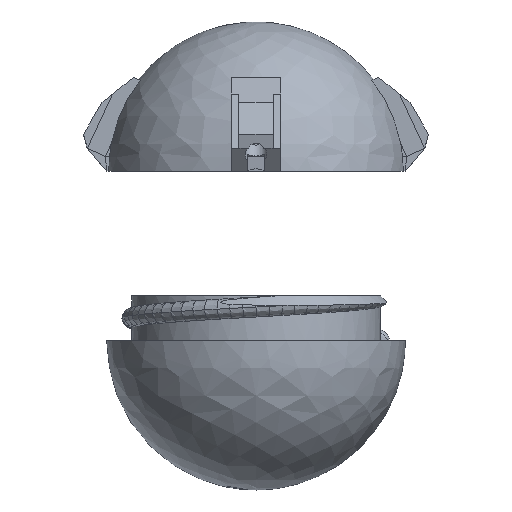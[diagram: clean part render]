
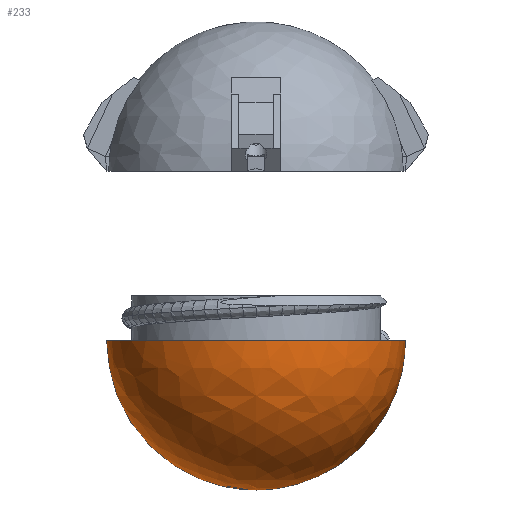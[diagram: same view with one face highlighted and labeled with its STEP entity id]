
A CAD part, front view. The second image highlights one B-rep face of the part: STEP entity #233.
In plain terms, the highlighted free-form (B-spline) face has degree [2, 2] with [9, 5] control points.
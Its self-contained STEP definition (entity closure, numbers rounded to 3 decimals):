
#233=ADVANCED_FACE('',(#574),#5009,.T.);
#574=FACE_OUTER_BOUND('',#920,.T.);
#920=EDGE_LOOP('',(#2101,#2102,#2103));
#2101=ORIENTED_EDGE('',*,*,#3285,.T.);
#2102=ORIENTED_EDGE('',*,*,#3284,.F.);
#2103=ORIENTED_EDGE('',*,*,#3284,.T.);
#3284=EDGE_CURVE('',#4788,#4789,#3680,.T.);
#3285=EDGE_CURVE('',#4789,#4789,#3681,.T.);
#3680=(
BOUNDED_CURVE()
B_SPLINE_CURVE(2,(#13638,#13639,#13640),.UNSPECIFIED.,.F.,.F.)
B_SPLINE_CURVE_WITH_KNOTS((3,3),(-23.562,0.),.UNSPECIFIED.)
CURVE()
GEOMETRIC_REPRESENTATION_ITEM()
RATIONAL_B_SPLINE_CURVE((1.,0.707,1.))
REPRESENTATION_ITEM('')
);
#3681=(
BOUNDED_CURVE()
B_SPLINE_CURVE(2,(#13641,#13642,#13643,#13644,#13645,#13646,#13647,#13648,
#13649),.UNSPECIFIED.,.T.,.F.)
B_SPLINE_CURVE_WITH_KNOTS((3,2,2,2,3),(-94.248,-70.686,
-47.124,-23.562,0.),.UNSPECIFIED.)
CURVE()
GEOMETRIC_REPRESENTATION_ITEM()
RATIONAL_B_SPLINE_CURVE((1.,0.707,1.,0.707,1.,0.707,
1.,0.707,1.))
REPRESENTATION_ITEM('')
);
#4788=VERTEX_POINT('',#13435);
#4789=VERTEX_POINT('',#13436);
#5009=(
BOUNDED_SURFACE()
B_SPLINE_SURFACE(2,2,((#13316,#13317,#13318,#13319,#13320),(#13321,#13322,
#13323,#13324,#13325),(#13326,#13327,#13328,#13329,#13330),(#13331,#13332,
#13333,#13334,#13335),(#13336,#13337,#13338,#13339,#13340),(#13341,#13342,
#13343,#13344,#13345),(#13346,#13347,#13348,#13349,#13350),(#13351,#13352,
#13353,#13354,#13355),(#13356,#13357,#13358,#13359,#13360)),
 .UNSPECIFIED.,.T.,.F.,.F.)
B_SPLINE_SURFACE_WITH_KNOTS((3,2,2,2,3),(3,2,3),(0.,23.562,47.124,
70.686,94.248),(-23.562,0.,23.562),
 .UNSPECIFIED.)
GEOMETRIC_REPRESENTATION_ITEM()
RATIONAL_B_SPLINE_SURFACE(((1.,0.707,1.,0.707,1.),
(0.707,0.5,0.707,0.5,0.707),(1.,0.707,
1.,0.707,1.),(0.707,0.5,0.707,0.5,0.707),
(1.,0.707,1.,0.707,1.),(0.707,0.5,0.707,
0.5,0.707),(1.,0.707,1.,0.707,1.),(0.707,
0.5,0.707,0.5,0.707),(1.,0.707,1.,0.707,
1.)))
REPRESENTATION_ITEM('')
SURFACE()
);
#13316=CARTESIAN_POINT('',(-45.,0.,-34.));
#13317=CARTESIAN_POINT('',(-30.,0.,-34.));
#13318=CARTESIAN_POINT('',(-30.,0.,-19.));
#13319=CARTESIAN_POINT('',(-30.,0.,-4.));
#13320=CARTESIAN_POINT('',(-45.,0.,-4.));
#13321=CARTESIAN_POINT('',(-45.,0.,-34.));
#13322=CARTESIAN_POINT('',(-30.,15.,-34.));
#13323=CARTESIAN_POINT('',(-30.,15.,-19.));
#13324=CARTESIAN_POINT('',(-30.,15.,-4.));
#13325=CARTESIAN_POINT('',(-45.,0.,-4.));
#13326=CARTESIAN_POINT('',(-45.,0.,-34.));
#13327=CARTESIAN_POINT('',(-45.,15.,-34.));
#13328=CARTESIAN_POINT('',(-45.,15.,-19.));
#13329=CARTESIAN_POINT('',(-45.,15.,-4.));
#13330=CARTESIAN_POINT('',(-45.,0.,-4.));
#13331=CARTESIAN_POINT('',(-45.,0.,-34.));
#13332=CARTESIAN_POINT('',(-60.,15.,-34.));
#13333=CARTESIAN_POINT('',(-60.,15.,-19.));
#13334=CARTESIAN_POINT('',(-60.,15.,-4.));
#13335=CARTESIAN_POINT('',(-45.,0.,-4.));
#13336=CARTESIAN_POINT('',(-45.,0.,-34.));
#13337=CARTESIAN_POINT('',(-60.,0.,-34.));
#13338=CARTESIAN_POINT('',(-60.,0.,-19.));
#13339=CARTESIAN_POINT('',(-60.,0.,-4.));
#13340=CARTESIAN_POINT('',(-45.,0.,-4.));
#13341=CARTESIAN_POINT('',(-45.,0.,-34.));
#13342=CARTESIAN_POINT('',(-60.,-15.,-34.));
#13343=CARTESIAN_POINT('',(-60.,-15.,-19.));
#13344=CARTESIAN_POINT('',(-60.,-15.,-4.));
#13345=CARTESIAN_POINT('',(-45.,0.,-4.));
#13346=CARTESIAN_POINT('',(-45.,0.,-34.));
#13347=CARTESIAN_POINT('',(-45.,-15.,-34.));
#13348=CARTESIAN_POINT('',(-45.,-15.,-19.));
#13349=CARTESIAN_POINT('',(-45.,-15.,-4.));
#13350=CARTESIAN_POINT('',(-45.,0.,-4.));
#13351=CARTESIAN_POINT('',(-45.,0.,-34.));
#13352=CARTESIAN_POINT('',(-30.,-15.,-34.));
#13353=CARTESIAN_POINT('',(-30.,-15.,-19.));
#13354=CARTESIAN_POINT('',(-30.,-15.,-4.));
#13355=CARTESIAN_POINT('',(-45.,0.,-4.));
#13356=CARTESIAN_POINT('',(-45.,0.,-34.));
#13357=CARTESIAN_POINT('',(-30.,0.,-34.));
#13358=CARTESIAN_POINT('',(-30.,0.,-19.));
#13359=CARTESIAN_POINT('',(-30.,0.,-4.));
#13360=CARTESIAN_POINT('',(-45.,0.,-4.));
#13435=CARTESIAN_POINT('',(-45.,0.,-34.));
#13436=CARTESIAN_POINT('',(-30.,0.,-19.));
#13638=CARTESIAN_POINT('',(-45.,0.,-34.));
#13639=CARTESIAN_POINT('',(-30.,0.,-34.));
#13640=CARTESIAN_POINT('',(-30.,0.,-19.));
#13641=CARTESIAN_POINT('',(-30.,0.,-19.));
#13642=CARTESIAN_POINT('',(-30.,-15.,-19.));
#13643=CARTESIAN_POINT('',(-45.,-15.,-19.));
#13644=CARTESIAN_POINT('',(-60.,-15.,-19.));
#13645=CARTESIAN_POINT('',(-60.,0.,-19.));
#13646=CARTESIAN_POINT('',(-60.,15.,-19.));
#13647=CARTESIAN_POINT('',(-45.,15.,-19.));
#13648=CARTESIAN_POINT('',(-30.,15.,-19.));
#13649=CARTESIAN_POINT('',(-30.,0.,-19.));
